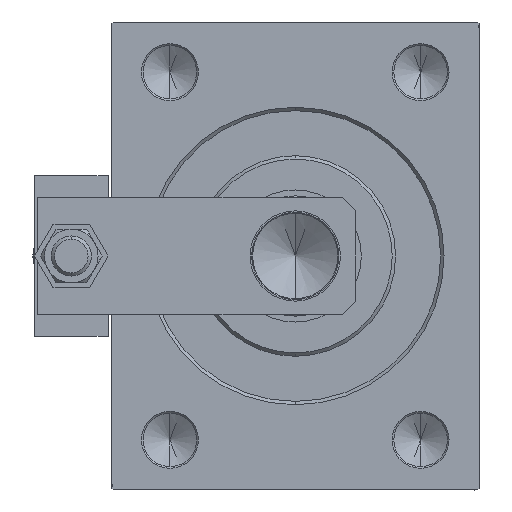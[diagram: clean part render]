
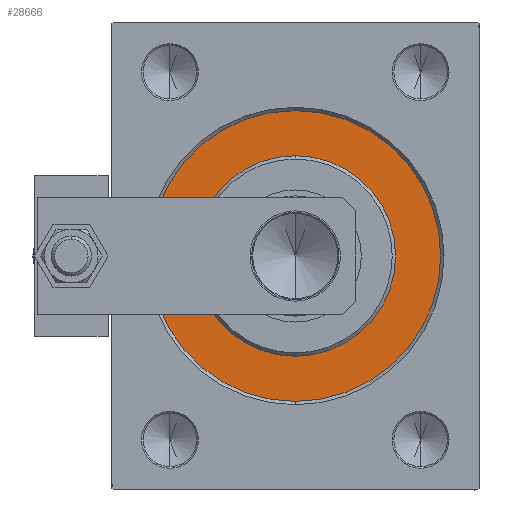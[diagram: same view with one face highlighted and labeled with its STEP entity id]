
A CAD part, left-side view. The second image highlights one B-rep face of the part: STEP entity #28666.
In plain terms, the highlighted face is planar.
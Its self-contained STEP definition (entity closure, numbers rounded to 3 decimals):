
#2568 = ORIENTED_EDGE ( 'NONE', *, *, #9310, .F. ) ;
#4580 = VERTEX_POINT ( 'NONE', #42452 ) ;
#7355 = VERTEX_POINT ( 'NONE', #47888 ) ;
#8753 = EDGE_LOOP ( 'NONE', ( #2568, #48051 ) ) ;
#9012 = FACE_OUTER_BOUND ( 'NONE', #8753, .T. ) ;
#9310 = EDGE_CURVE ( 'NONE', #22137, #7355, #21020, .T. ) ;
#9596 = VERTEX_POINT ( 'NONE', #45118 ) ;
#10302 = ORIENTED_EDGE ( 'NONE', *, *, #38593, .F. ) ;
#10840 = CIRCLE ( 'NONE', #39463, 30. ) ;
#12866 = CARTESIAN_POINT ( 'NONE',  ( 0., 0., 0. ) ) ;
#15259 = CARTESIAN_POINT ( 'NONE',  ( 0., 0., 0. ) ) ;
#15406 = EDGE_CURVE ( 'NONE', #9596, #4580, #40009, .T. ) ;
#16214 = DIRECTION ( 'NONE',  ( 0., 0., 1. ) ) ;
#17924 = AXIS2_PLACEMENT_3D ( 'NONE', #20616, #21113, #44680 ) ;
#18333 = AXIS2_PLACEMENT_3D ( 'NONE', #49673, #23283, #19191 ) ;
#19191 = DIRECTION ( 'NONE',  ( 0., 0., 1. ) ) ;
#20158 = DIRECTION ( 'NONE',  ( 0., 0., -1. ) ) ;
#20616 = CARTESIAN_POINT ( 'NONE',  ( 0., 0., 0. ) ) ;
#21020 = CIRCLE ( 'NONE', #39825, 43.5 ) ;
#21113 = DIRECTION ( 'NONE',  ( 1., 0., 0. ) ) ;
#22137 = VERTEX_POINT ( 'NONE', #44795 ) ;
#23283 = DIRECTION ( 'NONE',  ( -1., 0., 0. ) ) ;
#23898 = FACE_BOUND ( 'NONE', #43336, .T. ) ;
#26531 = CIRCLE ( 'NONE', #18333, 43.5 ) ;
#28666 = ADVANCED_FACE ( 'NONE', ( #23898, #9012 ), #40017, .F. ) ;
#30131 = DIRECTION ( 'NONE',  ( -1., 0., 0. ) ) ;
#31136 = DIRECTION ( 'NONE',  ( 0., 0., 1. ) ) ;
#31444 = DIRECTION ( 'NONE',  ( 1., 0., 0. ) ) ;
#31694 = CARTESIAN_POINT ( 'NONE',  ( 0., 0., 0. ) ) ;
#32300 = ORIENTED_EDGE ( 'NONE', *, *, #15406, .F. ) ;
#36428 = DIRECTION ( 'NONE',  ( -1., 0., 0. ) ) ;
#38593 = EDGE_CURVE ( 'NONE', #4580, #9596, #10840, .T. ) ;
#39252 = AXIS2_PLACEMENT_3D ( 'NONE', #12866, #36428, #16214 ) ;
#39463 = AXIS2_PLACEMENT_3D ( 'NONE', #31694, #31444, #20158 ) ;
#39825 = AXIS2_PLACEMENT_3D ( 'NONE', #15259, #30131, #31136 ) ;
#40009 = CIRCLE ( 'NONE', #17924, 30. ) ;
#40017 = PLANE ( 'NONE',  #39252 ) ;
#42452 = CARTESIAN_POINT ( 'NONE',  ( 0., 0., -30. ) ) ;
#42513 = EDGE_CURVE ( 'NONE', #7355, #22137, #26531, .T. ) ;
#43336 = EDGE_LOOP ( 'NONE', ( #32300, #10302 ) ) ;
#44680 = DIRECTION ( 'NONE',  ( 0., 0., -1. ) ) ;
#44795 = CARTESIAN_POINT ( 'NONE',  ( 0., 0., -43.5 ) ) ;
#45118 = CARTESIAN_POINT ( 'NONE',  ( 0., 0., 30. ) ) ;
#47888 = CARTESIAN_POINT ( 'NONE',  ( 0., 0., 43.5 ) ) ;
#48051 = ORIENTED_EDGE ( 'NONE', *, *, #42513, .F. ) ;
#49673 = CARTESIAN_POINT ( 'NONE',  ( 0., 0., 0. ) ) ;
